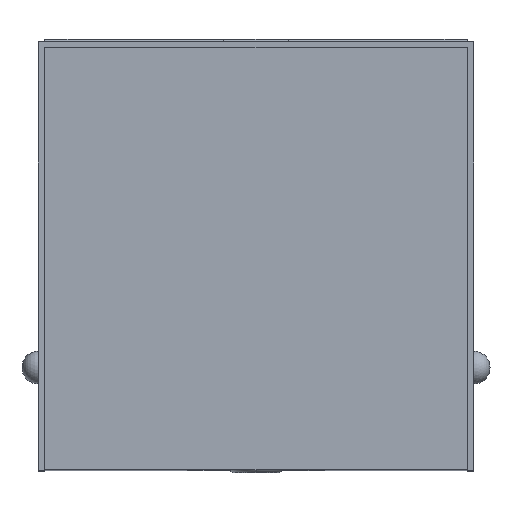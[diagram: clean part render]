
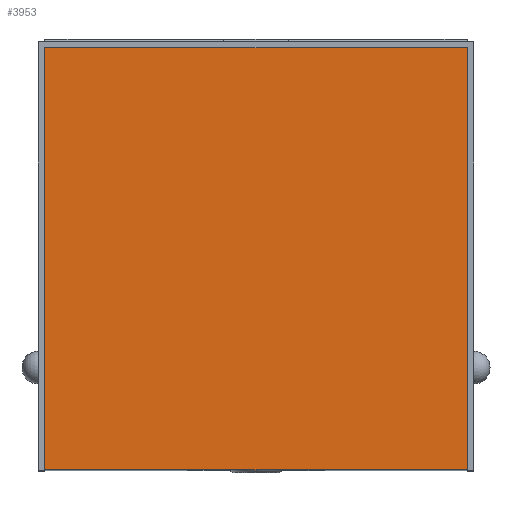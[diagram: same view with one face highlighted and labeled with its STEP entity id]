
A CAD part, top view. The second image highlights one B-rep face of the part: STEP entity #3953.
In plain terms, the highlighted planar face has unit normal (0, 0, 1).
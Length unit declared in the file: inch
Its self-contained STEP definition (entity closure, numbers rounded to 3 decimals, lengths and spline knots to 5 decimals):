
#1377=DIRECTION('',(1.,0.,0.));
#1378=VECTOR('',#1377,2.559);
#1379=CARTESIAN_POINT('',(-1.2795,0.,0.));
#1380=LINE('',#1379,#1378);
#1493=DIRECTION('',(0.,-1.,0.));
#1494=VECTOR('',#1493,2.559);
#1495=CARTESIAN_POINT('',(-1.2795,2.559,0.));
#1496=LINE('',#1495,#1494);
#1765=DIRECTION('',(0.,-1.,0.));
#1766=VECTOR('',#1765,2.559);
#1767=CARTESIAN_POINT('',(1.2795,2.559,0.));
#1768=LINE('',#1767,#1766);
#1801=DIRECTION('',(1.,0.,0.));
#1802=VECTOR('',#1801,2.559);
#1803=CARTESIAN_POINT('',(-1.2795,2.559,0.));
#1804=LINE('',#1803,#1802);
#2289=CARTESIAN_POINT('',(-1.2795,2.559,0.));
#2290=CARTESIAN_POINT('',(-1.2795,0.,0.));
#2291=VERTEX_POINT('',#2289);
#2292=VERTEX_POINT('',#2290);
#2293=CARTESIAN_POINT('',(1.2795,2.559,0.));
#2294=CARTESIAN_POINT('',(1.2795,0.,0.));
#2295=VERTEX_POINT('',#2293);
#2296=VERTEX_POINT('',#2294);
#3942=CARTESIAN_POINT('',(-1.2795,2.559,0.));
#3943=DIRECTION('',(0.,0.,1.));
#3944=DIRECTION('',(0.,-1.,0.));
#3945=AXIS2_PLACEMENT_3D('',#3942,#3943,#3944);
#3946=PLANE('',#3945);
#3947=ORIENTED_EDGE('',*,*,#3693,.F.);
#3948=ORIENTED_EDGE('',*,*,#3654,.T.);
#3949=ORIENTED_EDGE('',*,*,#3919,.T.);
#3950=ORIENTED_EDGE('',*,*,#3562,.F.);
#3951=EDGE_LOOP('',(#3947,#3948,#3949,#3950));
#3952=FACE_OUTER_BOUND('',#3951,.F.);
#3953=ADVANCED_FACE('',(#3952),#3946,.T.);
#3562=EDGE_CURVE('',#2292,#2296,#1380,.T.);
#3654=EDGE_CURVE('',#2291,#2295,#1804,.T.);
#3693=EDGE_CURVE('',#2291,#2292,#1496,.T.);
#3919=EDGE_CURVE('',#2295,#2296,#1768,.T.);
